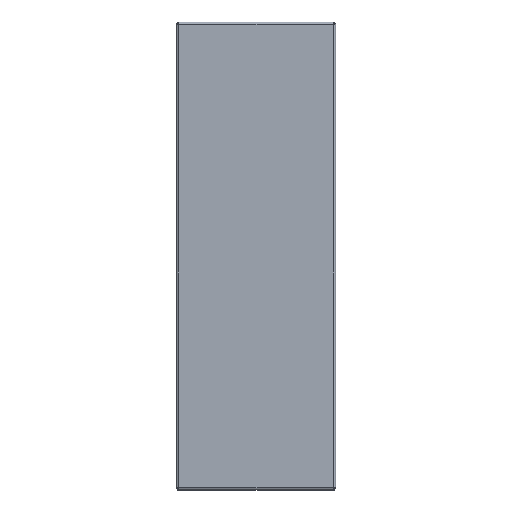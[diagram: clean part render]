
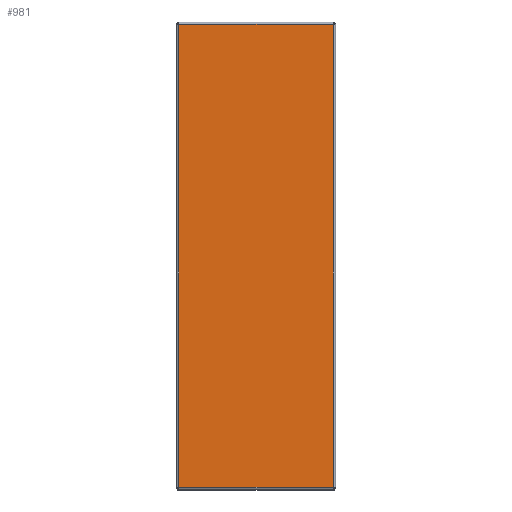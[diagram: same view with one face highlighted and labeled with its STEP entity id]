
A CAD part, top view. The second image highlights one B-rep face of the part: STEP entity #981.
In plain terms, the highlighted planar face has unit normal (0, 0, 1).
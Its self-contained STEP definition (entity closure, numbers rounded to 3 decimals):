
#81=FACE_OUTER_BOUND($,#146,.T.);
#146=EDGE_LOOP($,(#698,#699,#700,#701));
#234=LINE($,#1406,#342);
#235=LINE($,#1408,#343);
#236=LINE($,#1410,#344);
#237=LINE($,#1411,#345);
#342=VECTOR($,#1176,98.8);
#343=VECTOR($,#1177,295.8);
#344=VECTOR($,#1178,98.8);
#345=VECTOR($,#1179,295.8);
#438=VERTEX_POINT($,#1404);
#439=VERTEX_POINT($,#1405);
#440=VERTEX_POINT($,#1407);
#441=VERTEX_POINT($,#1409);
#530=EDGE_CURVE($,#438,#439,#234,.T.);
#531=EDGE_CURVE($,#439,#440,#235,.T.);
#532=EDGE_CURVE($,#440,#441,#236,.T.);
#533=EDGE_CURVE($,#441,#438,#237,.T.);
#698=ORIENTED_EDGE($,*,*,#530,.T.);
#699=ORIENTED_EDGE($,*,*,#531,.T.);
#700=ORIENTED_EDGE($,*,*,#532,.T.);
#701=ORIENTED_EDGE($,*,*,#533,.T.);
#880=PLANE($,#1046);
#981=ADVANCED_FACE($,(#81),#880,.T.);
#1046=AXIS2_PLACEMENT_3D($,#1403,#1174,#1175);
#1174=DIRECTION('center_axis',(0.,0.,1.));
#1175=DIRECTION('ref_axis',(0.,-1.,0.));
#1176=DIRECTION($,(1.,0.,0.));
#1177=DIRECTION($,(0.,1.,0.));
#1178=DIRECTION($,(-1.,0.,0.));
#1179=DIRECTION($,(0.,-1.,0.));
#1403=CARTESIAN_POINT('Origin',(0.,0.,
21.3));
#1404=CARTESIAN_POINT('',(-49.4,-147.9,21.3));
#1405=CARTESIAN_POINT('',(49.4,-147.9,21.3));
#1406=CARTESIAN_POINT($,(-24.7,-147.9,21.3));
#1407=CARTESIAN_POINT('',(49.4,147.9,21.3));
#1408=CARTESIAN_POINT($,(49.4,-73.95,21.3));
#1409=CARTESIAN_POINT('',(-49.4,147.9,21.3));
#1410=CARTESIAN_POINT($,(24.7,147.9,21.3));
#1411=CARTESIAN_POINT($,(-49.4,73.95,21.3));
